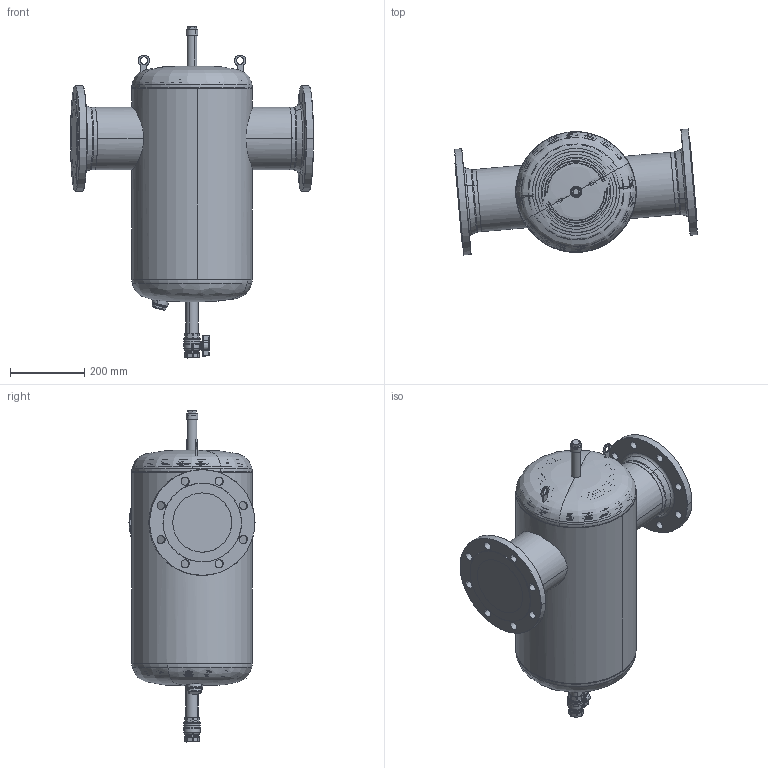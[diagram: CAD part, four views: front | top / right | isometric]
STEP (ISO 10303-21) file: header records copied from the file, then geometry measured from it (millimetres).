
FILE_DESCRIPTION(('CATIA V5 STEP Exchange','CAx-IF Rec.Pracs.--- Model Styling and Organization---1.4--- 2014-01-23','CAx-IF Rec.Pracs.---3D Tessellated Data Validation Properties---0.5---2014-09-14'),'2;1');
FILE_NAME('STEP_546515_-_TST.stp','2022-07-11T14:55:49+00:00',('none'),('none'),'CATIA Version 5-6 Release 2019 SP3','CATIA V5 STEP AP242 v1','none');
FILE_SCHEMA(('AP242_MANAGED_MODEL_BASED_3D_ENGINEERING_MIM_LF {1 0 10303 442 1 1 4}'));
Length unit declared in the file: millimetre
Products named in the file (1): 546515 - TST
Bounding box: 653.35 x 338.82 x 892.5 mm (x, y, z)
Volume: 53502374.1 mm3; surface area: 2892633.4 mm2
Topology: 19 solids, 27 shells, 1200 faces, 2990 edges, 1811 vertices
Faces by surface type: cylinder 308, plane 294, revolution 213, bspline 166, cone 118, torus 81, sphere 20
Entity records: 69190 total; most frequent: CARTESIAN_POINT 45274, ORIENTED_EDGE 5781, DIRECTION 3131, EDGE_CURVE 2972, VERTEX_POINT 1811, AXIS2_PLACEMENT_3D 1533, EDGE_LOOP 1287, B_SPLINE_CURVE_WITH_KNOTS 1253
